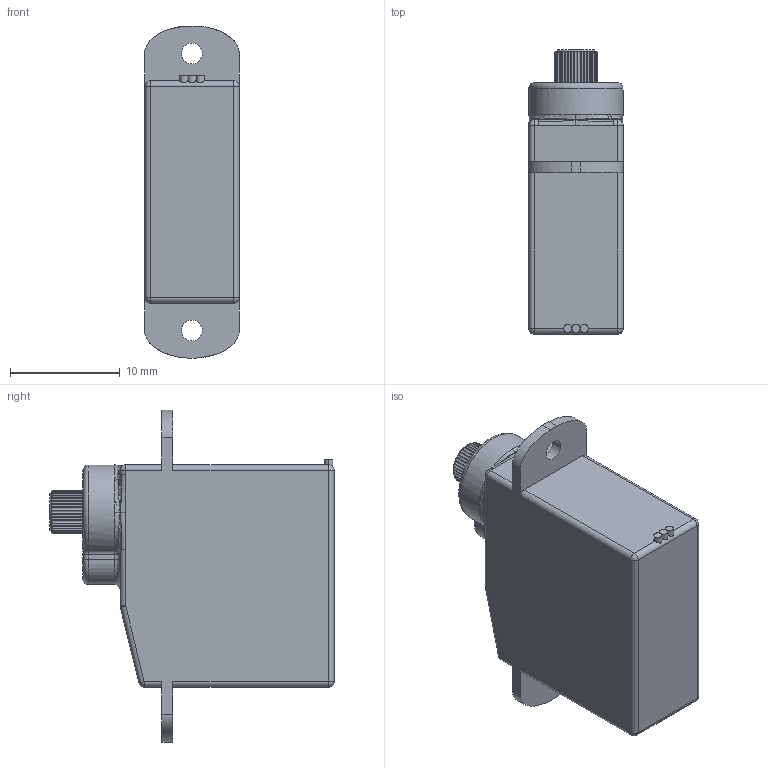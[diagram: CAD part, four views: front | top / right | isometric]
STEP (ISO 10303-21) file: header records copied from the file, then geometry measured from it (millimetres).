
FILE_DESCRIPTION(/* description */ (''),/* implementation_level */ '2;1');
FILE_NAME(/* name */ 'SP043 servo.stp',/* time_stamp */ '2021-03-14T17:47:11-04:00',/* author */ ('Fish'),/* organization */ (''),/* preprocessor_version */ 'ST-DEVELOPER v18.1',/* originating_system */ 'Autodesk Inventor 2021',/* authorisation */ '');
FILE_SCHEMA (('AUTOMOTIVE_DESIGN { 1 0 10303 214 3 1 1 }'));
Length unit declared in the file: millimetre
Products named in the file (1): SP043 servo
Bounding box: 8.61 x 25.9 x 30.25 mm (x, y, z)
Volume: 3660.9 mm3; surface area: 1746.3 mm2
Topology: 1 solids, 1 shells, 362 faces, 966 edges, 620 vertices
Faces by surface type: bspline 122, cylinder 118, plane 100, sphere 12, torus 9, cone 1
Full cylindrical faces by diameter (mm): 0.75 x1, 1 x1, 1.9 x2
Entity records: 14623 total; most frequent: CARTESIAN_POINT 5859, ORIENTED_EDGE 1932, DIRECTION 1411, EDGE_CURVE 966, VERTEX_POINT 620, AXIS2_PLACEMENT_3D 478, LINE 455, VECTOR 455
